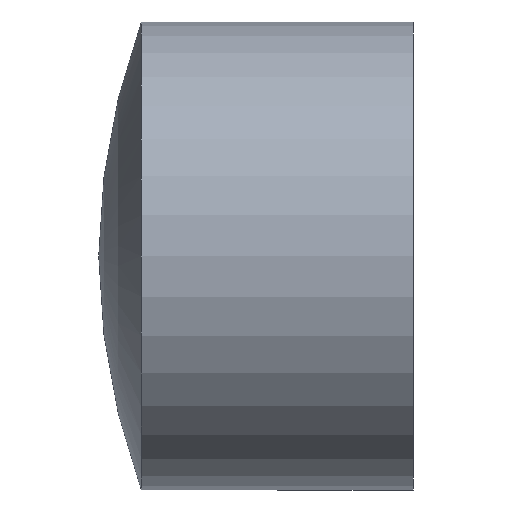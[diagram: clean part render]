
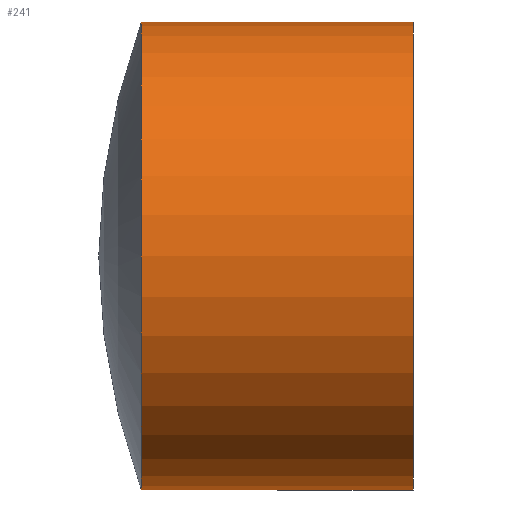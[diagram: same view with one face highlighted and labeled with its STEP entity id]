
A CAD part, left-side view. The second image highlights one B-rep face of the part: STEP entity #241.
In plain terms, the highlighted cylindrical face has radius 125 mm (diameter 250 mm), a partial arc.
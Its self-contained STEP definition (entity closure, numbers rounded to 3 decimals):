
#3 = DIRECTION ( 'NONE',  ( 0., -1., 0. ) ) ;
#4 = CARTESIAN_POINT ( 'NONE',  ( 0., 0., -125. ) ) ;
#7 = VECTOR ( 'NONE', #20, 1000. ) ;
#8 = LINE ( 'NONE', #4, #250 ) ;
#20 = DIRECTION ( 'NONE',  ( 0., -1., 0. ) ) ;
#21 = CARTESIAN_POINT ( 'NONE',  ( 0., 0., 125. ) ) ;
#22 = LINE ( 'NONE', #21, #7 ) ;
#31 = DIRECTION ( 'NONE',  ( 0., -1., 0. ) ) ;
#32 = CARTESIAN_POINT ( 'NONE',  ( 0., 0., 0. ) ) ;
#33 = CYLINDRICAL_SURFACE ( 'NONE', #79, 125. ) ;
#36 = FACE_OUTER_BOUND ( 'NONE', #178, .T. ) ;
#47 = CARTESIAN_POINT ( 'NONE',  ( 0., 145.255, -125. ) ) ;
#76 = CARTESIAN_POINT ( 'NONE',  ( 0., 0., -125. ) ) ;
#78 = DIRECTION ( 'NONE',  ( 0., 0., -1. ) ) ;
#79 = AXIS2_PLACEMENT_3D ( 'NONE', #32, #31, #276 ) ;
#80 = DIRECTION ( 'NONE',  ( 0., -1., 0. ) ) ;
#82 = CARTESIAN_POINT ( 'NONE',  ( 0., 145.255, 0. ) ) ;
#90 = CARTESIAN_POINT ( 'NONE',  ( 0., 145.255, 125. ) ) ;
#91 = CARTESIAN_POINT ( 'NONE',  ( 0., 0., 125. ) ) ;
#94 = DIRECTION ( 'NONE',  ( 0., 0., -1. ) ) ;
#96 = DIRECTION ( 'NONE',  ( 0., -1., 0. ) ) ;
#97 = CARTESIAN_POINT ( 'NONE',  ( 0., 0., 0. ) ) ;
#122 = EDGE_CURVE ( 'NONE', #140, #175, #174, .T. ) ;
#140 = VERTEX_POINT ( 'NONE', #91 ) ;
#143 = AXIS2_PLACEMENT_3D ( 'NONE', #82, #80, #78 ) ;
#145 = CIRCLE ( 'NONE', #143, 125. ) ;
#148 = VERTEX_POINT ( 'NONE', #90 ) ;
#151 = ORIENTED_EDGE ( 'NONE', *, *, #122, .F. ) ;
#164 = AXIS2_PLACEMENT_3D ( 'NONE', #97, #96, #94 ) ;
#166 = ORIENTED_EDGE ( 'NONE', *, *, #262, .T. ) ;
#168 = ORIENTED_EDGE ( 'NONE', *, *, #169, .T. ) ;
#169 = EDGE_CURVE ( 'NONE', #148, #230, #145, .T. ) ;
#171 = ORIENTED_EDGE ( 'NONE', *, *, #254, .F. ) ;
#174 = CIRCLE ( 'NONE', #164, 125. ) ;
#175 = VERTEX_POINT ( 'NONE', #76 ) ;
#178 = EDGE_LOOP ( 'NONE', ( #171, #168, #166, #151 ) ) ;
#230 = VERTEX_POINT ( 'NONE', #47 ) ;
#241 = ADVANCED_FACE ( 'NONE', ( #36 ), #33, .T. ) ;
#250 = VECTOR ( 'NONE', #3, 1000. ) ;
#254 = EDGE_CURVE ( 'NONE', #148, #140, #22, .T. ) ;
#262 = EDGE_CURVE ( 'NONE', #230, #175, #8, .T. ) ;
#276 = DIRECTION ( 'NONE',  ( 0., 0., -1. ) ) ;
